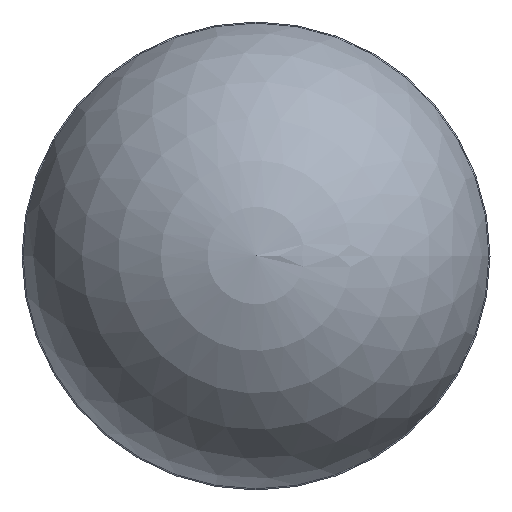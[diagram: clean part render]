
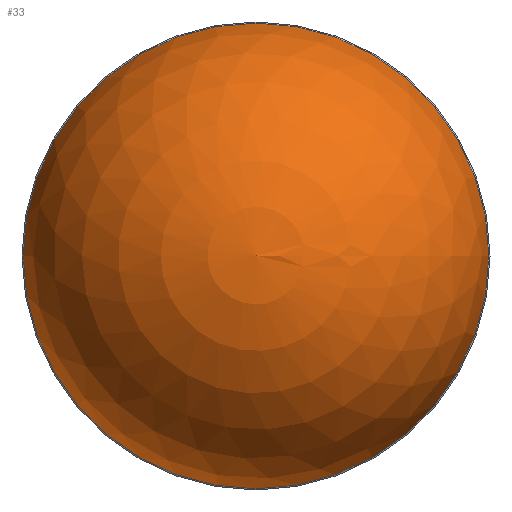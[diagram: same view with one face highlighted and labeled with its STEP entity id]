
A CAD part, top view. The second image highlights one B-rep face of the part: STEP entity #33.
In plain terms, the highlighted spherical face has radius 20.5 mm.
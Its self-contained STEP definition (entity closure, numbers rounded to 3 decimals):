
#33 = ADVANCED_FACE( '', ( #68 ), #69, .T. );
#68 = FACE_OUTER_BOUND( '', #110, .T. );
#69 = SPHERICAL_SURFACE( '', #111, 20.5 );
#110 = EDGE_LOOP( '', ( #146 ) );
#111 = AXIS2_PLACEMENT_3D( '', #147, #148, #149 );
#146 = ORIENTED_EDGE( '', *, *, #199, .F. );
#147 = CARTESIAN_POINT( '', ( 0., 0., 18.5 ) );
#148 = DIRECTION( '', ( 0., 0., 1. ) );
#149 = DIRECTION( '', ( 1., 0., 0. ) );
#199 = EDGE_CURVE( '', #217, #217, #218, .F. );
#217 = VERTEX_POINT( '', #242 );
#218 = CIRCLE( '', #243, 20.393 );
#242 = CARTESIAN_POINT( '', ( 20.393, 0., 20.593 ) );
#243 = AXIS2_PLACEMENT_3D( '', #266, #267, #268 );
#266 = CARTESIAN_POINT( '', ( 0., 0., 20.593 ) );
#267 = DIRECTION( '', ( 0., 0., 1. ) );
#268 = DIRECTION( '', ( 1., 0., 0. ) );
